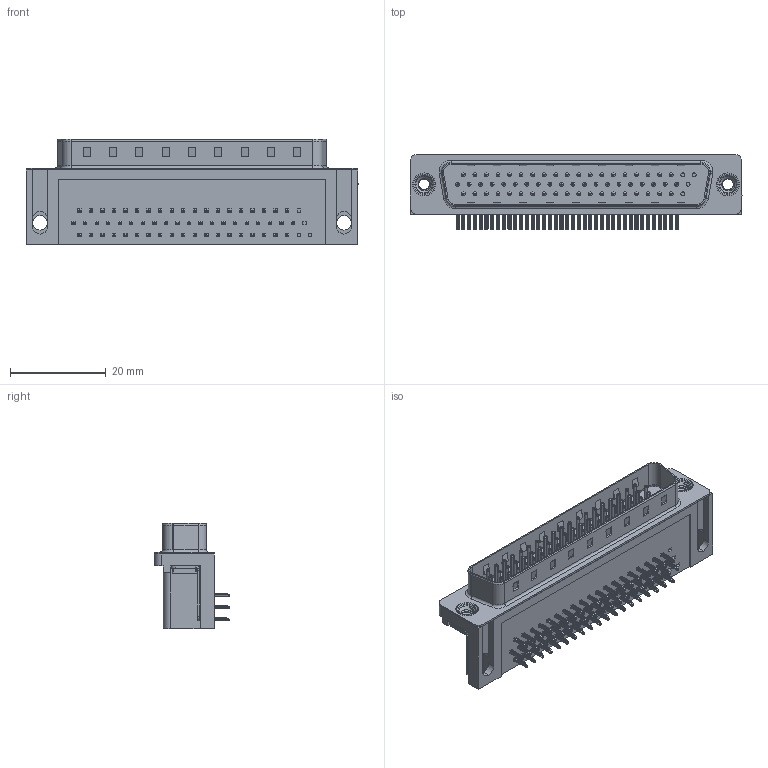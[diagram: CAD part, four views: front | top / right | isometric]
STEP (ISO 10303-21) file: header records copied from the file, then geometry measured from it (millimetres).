
FILE_DESCRIPTION (( 'STEP AP203' ), '1' );
FILE_NAME ('MHHDR-62MNS-C1.STEP', '2025-11-28T19:35:47', ( '' ), ( '' ), 'SwSTEP 2.0', 'SolidWorks 2023', '' );
FILE_SCHEMA (( 'CONFIG_CONTROL_DESIGN' ));
Length unit declared in the file: millimetre
Products named in the file (8): MHHDR Housing_62 Contact; MHHDR Thru Hole Board Mount; MHHDR Contact Top; MHHDR-62MNS-C1; MHHDR Shell_62 Contact; MHHDR Contact Bottom; MHHDR 4-40 Threaded Rivet; MHHDR Contact Middle
Assembly tree (64 placements, depth 2):
  MHHDR-62MNS-C1
    MHHDR Housing_62 Contact
    MHHDR Shell_62 Contact
    MHHDR Contact Bottom  x19
    MHHDR Contact Middle  x20
    MHHDR Contact Top  x19
    MHHDR Thru Hole Board Mount  x2
    MHHDR 4-40 Threaded Rivet  x2
Bounding box: 69.4 x 15.73 x 22 mm (x, y, z)
Volume: 10961.1 mm3; surface area: 13018.3 mm2
Topology: 64 solids, 64 shells, 4806 faces, 11820 edges, 7273 vertices
Faces by surface type: plane 3043, cylinder 1366, torus 379, cone 12, bspline 6
Entity records: 35105 total; most frequent: CARTESIAN_POINT 7158, DIRECTION 5402, ORIENTED_EDGE 5132, EDGE_CURVE 2566, VECTOR 1868, LINE 1868, AXIS2_PLACEMENT_3D 1767, VERTEX_POINT 1657
